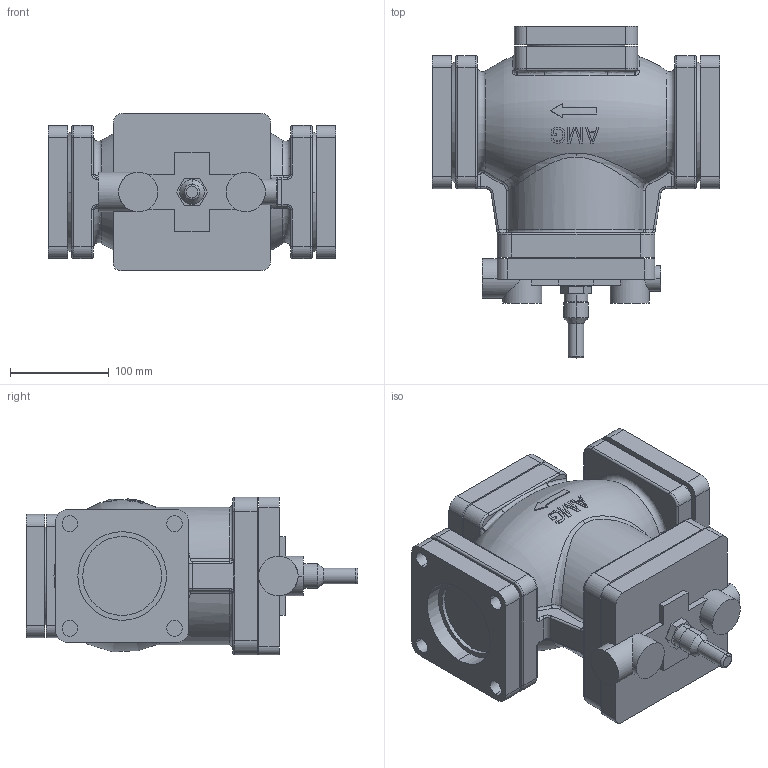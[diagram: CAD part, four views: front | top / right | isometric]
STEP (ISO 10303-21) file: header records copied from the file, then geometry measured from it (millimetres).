
FILE_DESCRIPTION((''),'2;1');
FILE_NAME('AM80-3_ASM','2021-04-22T',('AMG'),(''),'PRO/ENGINEER BY PARAMETRIC TECHNOLOGY CORPORATION, 2008380','PRO/ENGINEER BY PARAMETRIC TECHNOLOGY CORPORATION, 2008380','');
FILE_SCHEMA(('CONFIG_CONTROL_DESIGN'));
Length unit declared in the file: millimetre
Products named in the file (6): APM80-FAZUO; 80SHANGGAI; 80-100DINGGAN-DINGGANZUO; 80FALAN-C; 80DIGAI; AM80-3_ASM
Assembly tree (6 placements, depth 2):
  AM80-3_ASM
    APM80-FAZUO
    80SHANGGAI
    80-100DINGGAN-DINGGANZUO
    80FALAN-C  x2
    80DIGAI
Bounding box: 292 x 336.7 x 160 mm (x, y, z)
Volume: 4951570.4 mm3; surface area: 533959.8 mm2
Topology: 6 solids, 7 shells, 419 faces, 1022 edges, 639 vertices
Faces by surface type: cylinder 140, bspline 111, plane 109, torus 40, revolution 9, cone 6, sphere 4
Entity records: 15978 total; most frequent: CARTESIAN_POINT 7204, ORIENTED_EDGE 1900, DIRECTION 1649, EDGE_CURVE 950, AXIS2_PLACEMENT_3D 635, VERTEX_POINT 591, EDGE_LOOP 419, FACE_OUTER_BOUND 390
